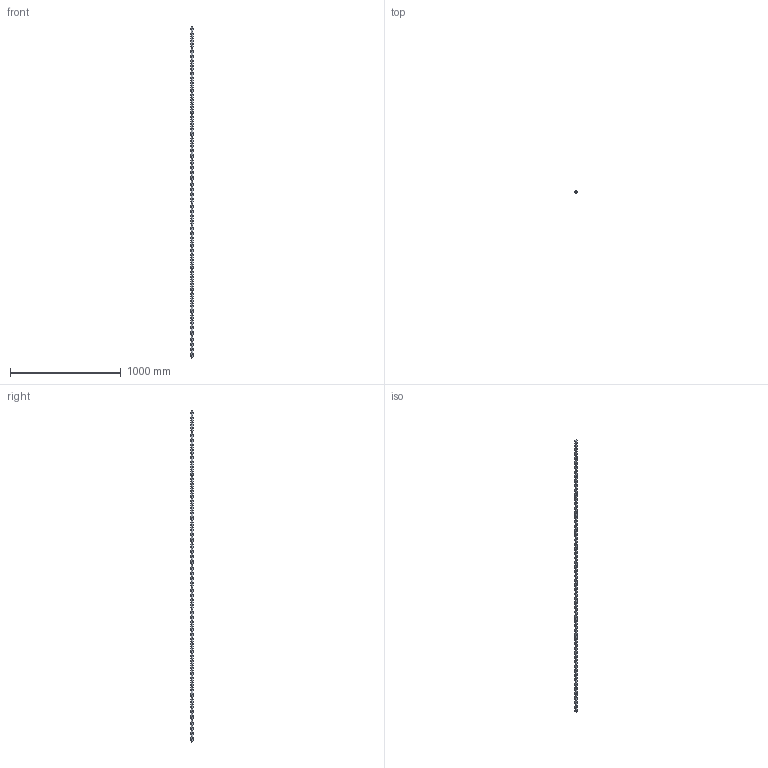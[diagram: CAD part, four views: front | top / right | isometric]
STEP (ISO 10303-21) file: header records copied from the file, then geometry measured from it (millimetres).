
FILE_DESCRIPTION (( 'STEP AP203' ), '1' );
FILE_NAME ('6021.step', '2022-04-28T12:53:33', ( '' ), ( '' ), 'SwSTEP 2.0', 'SolidWorks 2018', '' );
FILE_SCHEMA (( 'CONFIG_CONTROL_DESIGN' ));
Length unit declared in the file: millimetre
Products named in the file (1): 6021
Bounding box: 22.6 x 22.6 x 3000.02 mm (x, y, z)
Volume: 774861.2 mm3; surface area: 194275.9 mm2
Topology: 1 solids, 1 shells, 377 faces, 847 edges, 490 vertices
Faces by surface type: plane 203, bspline 174
Entity records: 19315 total; most frequent: CARTESIAN_POINT 12532, ORIENTED_EDGE 1694, EDGE_CURVE 847, DIRECTION 742, B_SPLINE_CURVE_WITH_KNOTS 513, VERTEX_POINT 490, EDGE_LOOP 395, ADVANCED_FACE 377
